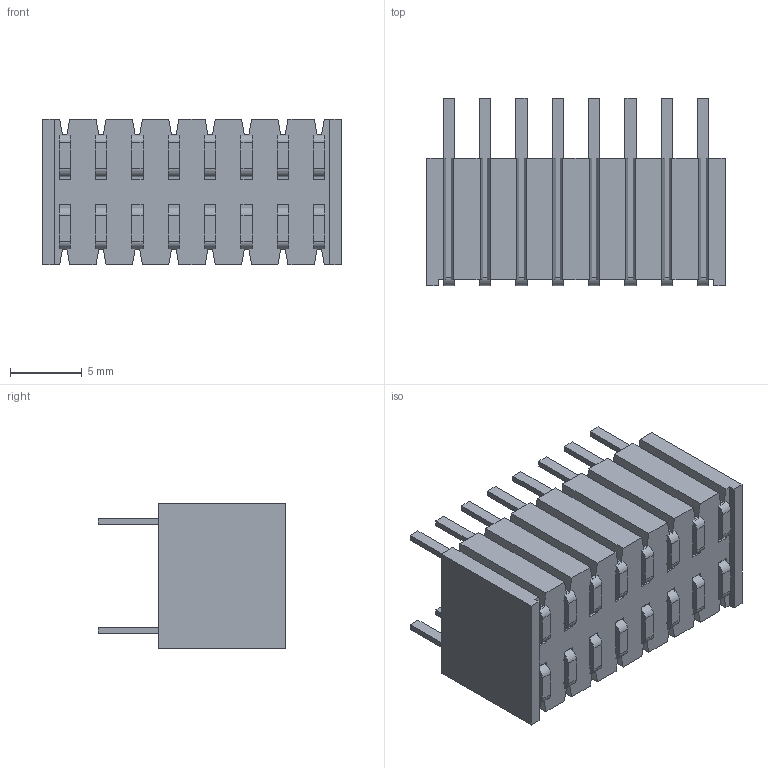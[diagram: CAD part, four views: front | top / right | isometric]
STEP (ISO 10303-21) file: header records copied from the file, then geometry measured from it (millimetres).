
FILE_DESCRIPTION(/* description */ ('STEP AP214'),/* implementation_level */ '2;1');
FILE_NAME(/* name */ 'BSW-108-04-T-D',/* time_stamp */ '2024-04-08T17:00:03+02:00',/* author */ ('License CC BY-ND 4.0'),/* organization */ ('CADENAS'),/* preprocessor_version */ 'ST-DEVELOPER v19.3',/* originating_system */ 'PARTsolutions',/* authorisation */ ' ');
FILE_SCHEMA (('AUTOMOTIVE_DESIGN {1 0 10303 214 3 1 1}'));
Length unit declared in the file: inch
Products named in the file (3): BSW-108-04-T-D; BSW-08-04-D_socket; C-8-5-01-08-D
Assembly tree (2 placements, depth 2):
  BSW-108-04-T-D
    BSW-08-04-D_socket
    C-8-5-01-08-D
Bounding box: 20.83 x 13.08 x 10.16 mm (x, y, z)
Volume: 1858.3 mm3; surface area: 2950.6 mm2
Topology: 2 solids, 2 shells, 520 faces, 1580 edges, 1032 vertices
Faces by surface type: plane 456, cylinder 64
Entity records: 17566 total; most frequent: ORIENTED_EDGE 3160, CARTESIAN_POINT 3135, DIRECTION 2754, EDGE_CURVE 1580, LINE 1452, VECTOR 1452, VERTEX_POINT 1032, AXIS2_PLACEMENT_3D 651
